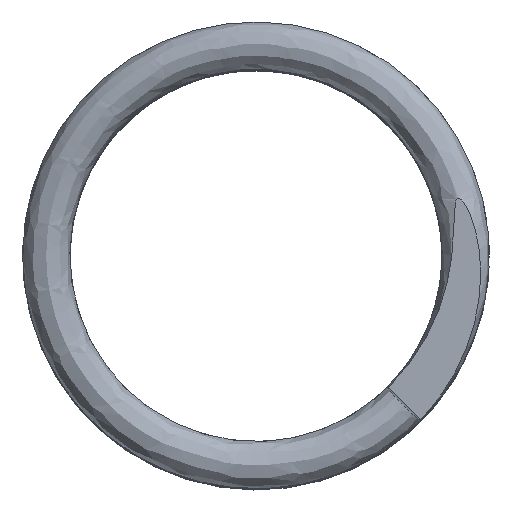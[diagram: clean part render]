
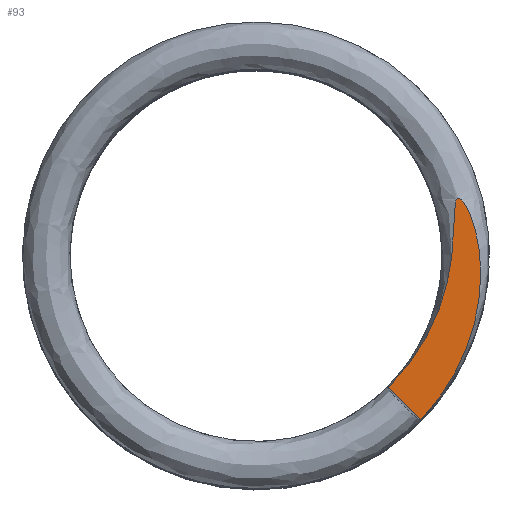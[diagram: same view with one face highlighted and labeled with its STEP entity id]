
A CAD part, top view. The second image highlights one B-rep face of the part: STEP entity #93.
In plain terms, the highlighted planar face has unit normal (0, 0, 1).
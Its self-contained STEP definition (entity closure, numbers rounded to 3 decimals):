
#17=LINE('',#2944,#19);
#19=VECTOR('',#118,1000.);
#22=PLANE('',#103);
#28=FACE_OUTER_BOUND('',#34,.T.);
#34=EDGE_LOOP('',(#75,#76));
#37=B_SPLINE_CURVE_WITH_KNOTS('',3,(#1502,#1503,#1504,#1505,#1506,#1507,
#1508,#1509,#1510,#1511,#1512,#1513,#1514,#1515,#1516,#1517,#1518,#1519,
#1520,#1521,#1522,#1523,#1524,#1525,#1526,#1527,#1528,#1529,#1530,#1531,
#1532,#1533,#1534,#1535),.UNSPECIFIED.,.F.,.F.,(4,2,2,2,2,2,2,2,2,2,2,2,
2,2,2,2,4),(-0.935,-0.863,-0.789,-0.629,
-0.577,-0.558,-0.55,-0.545,
-0.541,-0.535,-0.527,-0.507,
-0.449,-0.33,-0.178,-0.089,
0.),.UNSPECIFIED.);
#48=VERTEX_POINT('',#1499);
#49=VERTEX_POINT('',#1501);
#54=EDGE_CURVE('',#48,#49,#37,.T.);
#59=EDGE_CURVE('',#48,#49,#17,.T.);
#75=ORIENTED_EDGE('',*,*,#59,.T.);
#76=ORIENTED_EDGE('',*,*,#54,.F.);
#93=ADVANCED_FACE('',(#28),#22,.F.);
#103=AXIS2_PLACEMENT_3D('',#2945,#119,#120);
#118=DIRECTION('',(0.707,-0.707,0.));
#119=DIRECTION('center_axis',(0.,0.,-1.));
#120=DIRECTION('ref_axis',(-1.,0.,0.));
#1499=CARTESIAN_POINT('',(2.527,-2.514,17.114));
#1501=CARTESIAN_POINT('',(3.143,-3.13,17.114));
#1502=CARTESIAN_POINT('Ctrl Pts',(2.527,-2.514,17.114));
#1503=CARTESIAN_POINT('Ctrl Pts',(2.747,-2.303,17.114));
#1504=CARTESIAN_POINT('Ctrl Pts',(2.941,-2.066,17.114));
#1505=CARTESIAN_POINT('Ctrl Pts',(3.275,-1.545,17.114));
#1506=CARTESIAN_POINT('Ctrl Pts',(3.412,-1.263,17.114));
#1507=CARTESIAN_POINT('Ctrl Pts',(3.74,-0.325,17.114));
#1508=CARTESIAN_POINT('Ctrl Pts',(3.759,0.196,17.114));
#1509=CARTESIAN_POINT('Ctrl Pts',(3.779,0.777,17.114));
#1510=CARTESIAN_POINT('Ctrl Pts',(3.782,0.894,17.114));
#1511=CARTESIAN_POINT('Ctrl Pts',(3.801,1.001,17.114));
#1512=CARTESIAN_POINT('Ctrl Pts',(3.807,1.025,17.114));
#1513=CARTESIAN_POINT('Ctrl Pts',(3.819,1.052,17.114));
#1514=CARTESIAN_POINT('Ctrl Pts',(3.824,1.061,17.114));
#1515=CARTESIAN_POINT('Ctrl Pts',(3.833,1.072,17.114));
#1516=CARTESIAN_POINT('Ctrl Pts',(3.837,1.076,17.114));
#1517=CARTESIAN_POINT('Ctrl Pts',(3.847,1.081,17.114));
#1518=CARTESIAN_POINT('Ctrl Pts',(3.851,1.082,17.114));
#1519=CARTESIAN_POINT('Ctrl Pts',(3.861,1.084,17.114));
#1520=CARTESIAN_POINT('Ctrl Pts',(3.867,1.083,17.114));
#1521=CARTESIAN_POINT('Ctrl Pts',(3.882,1.079,17.114));
#1522=CARTESIAN_POINT('Ctrl Pts',(3.89,1.075,17.114));
#1523=CARTESIAN_POINT('Ctrl Pts',(3.916,1.057,17.114));
#1524=CARTESIAN_POINT('Ctrl Pts',(3.933,1.039,17.114));
#1525=CARTESIAN_POINT('Ctrl Pts',(3.986,0.972,17.114));
#1526=CARTESIAN_POINT('Ctrl Pts',(4.032,0.894,17.114));
#1527=CARTESIAN_POINT('Ctrl Pts',(4.165,0.583,17.114));
#1528=CARTESIAN_POINT('Ctrl Pts',(4.253,0.266,17.114));
#1529=CARTESIAN_POINT('Ctrl Pts',(4.309,-0.633,17.114));
#1530=CARTESIAN_POINT('Ctrl Pts',(4.232,-1.147,17.114));
#1531=CARTESIAN_POINT('Ctrl Pts',(3.969,-1.906,17.114));
#1532=CARTESIAN_POINT('Ctrl Pts',(3.841,-2.176,17.114));
#1533=CARTESIAN_POINT('Ctrl Pts',(3.529,-2.682,17.114));
#1534=CARTESIAN_POINT('Ctrl Pts',(3.348,-2.916,17.114));
#1535=CARTESIAN_POINT('Ctrl Pts',(3.143,-3.13,17.114));
#2944=CARTESIAN_POINT('',(2.517,-2.504,17.114));
#2945=CARTESIAN_POINT('Origin',(6.533,-5.,17.114));
